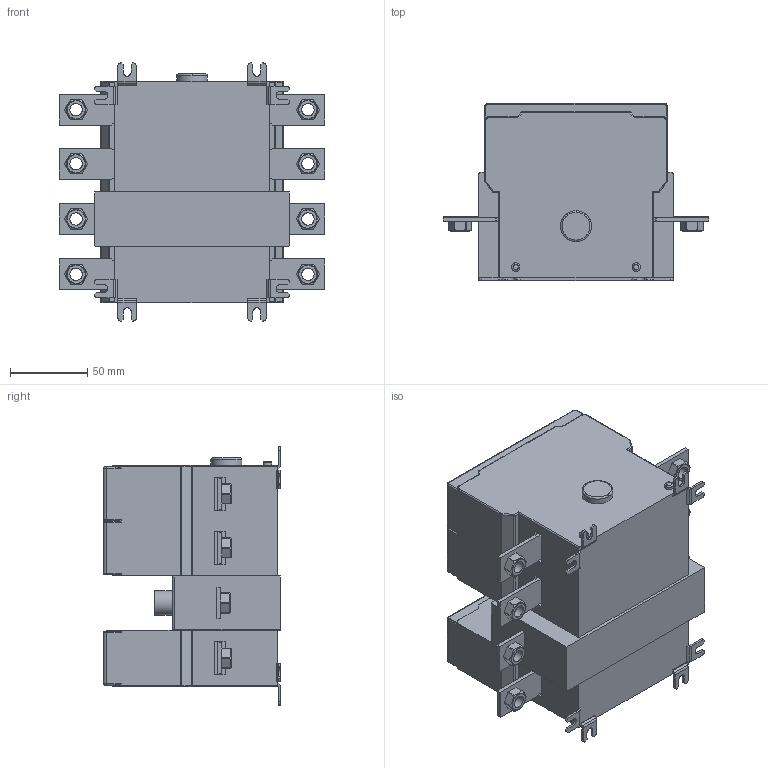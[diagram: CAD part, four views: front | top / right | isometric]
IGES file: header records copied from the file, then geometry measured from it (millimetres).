
Global section: file name: OS100-200GB12N3-42_igs.igs; preprocessor: I-DEAS 3D IGES Translator 15; date: 20131129.155731; units: millimetre
Bounding box: 172.01 x 114.5 x 167.02 mm (x, y, z)
Surface area: 121632.6 mm2 (no closed solid volume)
Topology: 0 solids, 0 shells, 566 faces, 3366 edges, 3395 vertices
Faces by surface type: bspline 566
